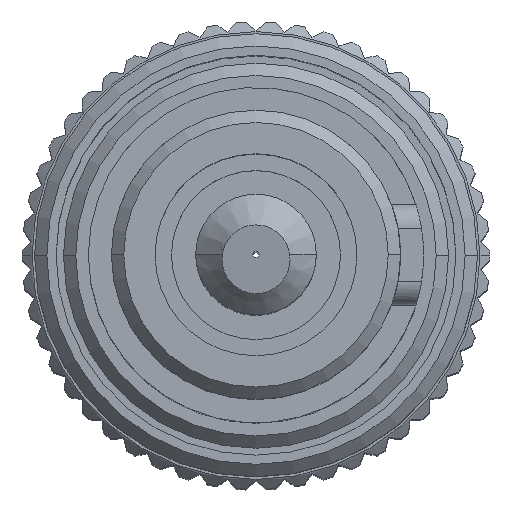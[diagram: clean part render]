
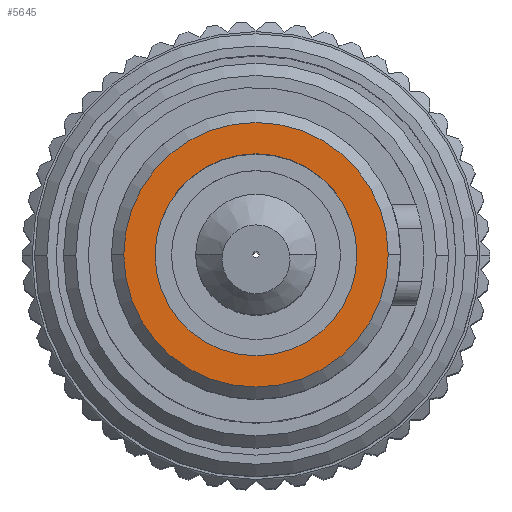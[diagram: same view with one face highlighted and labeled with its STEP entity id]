
A CAD part, top view. The second image highlights one B-rep face of the part: STEP entity #5645.
In plain terms, the highlighted planar face has unit normal (0, 0, 1).
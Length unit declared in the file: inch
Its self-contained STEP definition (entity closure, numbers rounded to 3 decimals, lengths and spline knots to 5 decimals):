
#5196 = VERTEX_POINT ( 'NONE', #7577 ) ;
#5239 = VERTEX_POINT ( 'NONE', #7820 ) ;
#5245 = EDGE_CURVE ( 'NONE', #5239, #5196, #7973, .T. ) ;
#5446 = VERTEX_POINT ( 'NONE', #9123 ) ;
#5486 = EDGE_CURVE ( 'NONE', #5446, #5500, #9476, .T. ) ;
#5500 = VERTEX_POINT ( 'NONE', #9609 ) ;
#5625 = EDGE_CURVE ( 'NONE', #5196, #5239, #10370, .T. ) ;
#5645 = ADVANCED_FACE ( 'NONE', ( #10668, #10662 ), #10723, .F. ) ;
#5646 = ORIENTED_EDGE ( 'NONE', *, *, #5245, .T. ) ;
#5647 = ORIENTED_EDGE ( 'NONE', *, *, #5486, .F. ) ;
#5648 = EDGE_LOOP ( 'NONE', ( #5650, #5647 ) ) ;
#5650 = ORIENTED_EDGE ( 'NONE', *, *, #5666, .F. ) ;
#5661 = EDGE_LOOP ( 'NONE', ( #5676, #5646 ) ) ;
#5666 = EDGE_CURVE ( 'NONE', #5500, #5446, #10716, .T. ) ;
#5676 = ORIENTED_EDGE ( 'NONE', *, *, #5625, .T. ) ;
#7577 = CARTESIAN_POINT ( 'NONE',  ( -0.1075, 0., 0.49 ) ) ;
#7820 = CARTESIAN_POINT ( 'NONE',  ( 0.1075, 0., 0.49 ) ) ;
#7923 = CARTESIAN_POINT ( 'NONE',  ( 0., 0., 0.49 ) ) ;
#7965 = DIRECTION ( 'NONE',  ( -1., 0., 0. ) ) ;
#7966 = DIRECTION ( 'NONE',  ( 0., 0., 1. ) ) ;
#7967 = AXIS2_PLACEMENT_3D ( 'NONE', #7923, #7966, #7965 ) ;
#7973 = CIRCLE ( 'NONE', #7967, 0.1075 ) ;
#9123 = CARTESIAN_POINT ( 'NONE',  ( -0.08207, 0., 0.49 ) ) ;
#9476 = CIRCLE ( 'NONE', #9534, 0.08207 ) ;
#9495 = CARTESIAN_POINT ( 'NONE',  ( 0., 0., 0.49 ) ) ;
#9532 = DIRECTION ( 'NONE',  ( 1., 0., 0. ) ) ;
#9533 = DIRECTION ( 'NONE',  ( 0., 0., 1. ) ) ;
#9534 = AXIS2_PLACEMENT_3D ( 'NONE', #9495, #9533, #9532 ) ;
#9609 = CARTESIAN_POINT ( 'NONE',  ( 0.08207, 0., 0.49 ) ) ;
#10370 = CIRCLE ( 'NONE', #10412, 0.1075 ) ;
#10412 = AXIS2_PLACEMENT_3D ( 'NONE', #10505, #10504, #10502 ) ;
#10502 = DIRECTION ( 'NONE',  ( -1., 0., 0. ) ) ;
#10504 = DIRECTION ( 'NONE',  ( 0., 0., 1. ) ) ;
#10505 = CARTESIAN_POINT ( 'NONE',  ( 0., 0., 0.49 ) ) ;
#10662 = FACE_BOUND ( 'NONE', #5648, .T. ) ;
#10668 = FACE_OUTER_BOUND ( 'NONE', #5661, .T. ) ;
#10716 = CIRCLE ( 'NONE', #10767, 0.08207 ) ;
#10717 = DIRECTION ( 'NONE',  ( -1., 0., 0. ) ) ;
#10719 = DIRECTION ( 'NONE',  ( 0., 0., -1. ) ) ;
#10720 = CARTESIAN_POINT ( 'NONE',  ( 0., 0.08207, 0.49 ) ) ;
#10722 = AXIS2_PLACEMENT_3D ( 'NONE', #10720, #10719, #10717 ) ;
#10723 = PLANE ( 'NONE',  #10722 ) ;
#10767 = AXIS2_PLACEMENT_3D ( 'NONE', #10808, #10807, #10806 ) ;
#10806 = DIRECTION ( 'NONE',  ( 1., 0., 0. ) ) ;
#10807 = DIRECTION ( 'NONE',  ( 0., 0., 1. ) ) ;
#10808 = CARTESIAN_POINT ( 'NONE',  ( 0., 0., 0.49 ) ) ;
